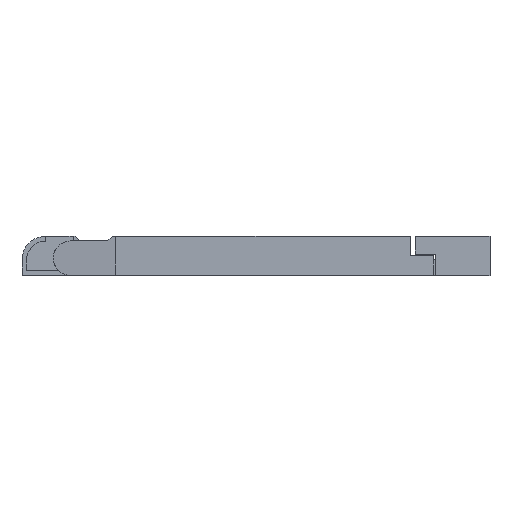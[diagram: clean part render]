
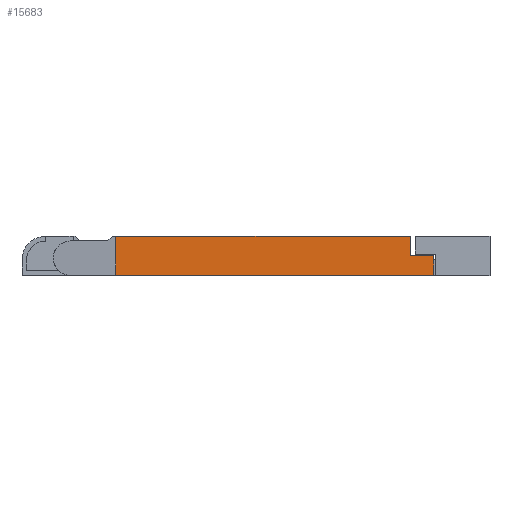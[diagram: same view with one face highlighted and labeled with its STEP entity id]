
A CAD part, top view. The second image highlights one B-rep face of the part: STEP entity #15683.
In plain terms, the highlighted planar face has unit normal (0, 0, 1).
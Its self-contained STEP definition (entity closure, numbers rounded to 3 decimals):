
#48 = EDGE_CURVE ( 'NONE', #30238, #29647, #22123, .T. ) ;
#3419 = PLANE ( 'NONE',  #4067 ) ;
#3422 = CARTESIAN_POINT ( 'NONE',  ( 11.4, 0., 8.65 ) ) ;
#3428 = DIRECTION ( 'NONE',  ( 0., 0., -1. ) ) ;
#3429 = DIRECTION ( 'NONE',  ( -1., 0., 0. ) ) ;
#4067 = AXIS2_PLACEMENT_3D ( 'NONE', #3422, #3428, #3429 ) ;
#5082 = LINE ( 'NONE', #28379, #5083 ) ;
#5083 = VECTOR ( 'NONE', #28380, 1000. ) ;
#5382 = VECTOR ( 'NONE', #10348, 1000. ) ;
#5384 = LINE ( 'NONE', #10328, #5382 ) ;
#5408 = VECTOR ( 'NONE', #10425, 1000. ) ;
#5413 = LINE ( 'NONE', #10418, #5408 ) ;
#6478 = FACE_OUTER_BOUND ( 'NONE', #33801, .T. ) ;
#10328 = CARTESIAN_POINT ( 'NONE',  ( 11.4, 1.25, 8.65 ) ) ;
#10348 = DIRECTION ( 'NONE',  ( 0., -1., 0. ) ) ;
#10418 = CARTESIAN_POINT ( 'NONE',  ( 1.2, 1.25, 8.65 ) ) ;
#10425 = DIRECTION ( 'NONE',  ( 1., 0., 0. ) ) ;
#14730 = LINE ( 'NONE', #20816, #14731 ) ;
#14731 = VECTOR ( 'NONE', #20817, 1000. ) ;
#14926 = LINE ( 'NONE', #20481, #14931 ) ;
#14931 = VECTOR ( 'NONE', #20485, 1000. ) ;
#15683 = ADVANCED_FACE ( 'NONE', ( #6478 ), #3419, .F. ) ;
#20481 = CARTESIAN_POINT ( 'NONE',  ( 9.9, 1.875, 8.65 ) ) ;
#20485 = DIRECTION ( 'NONE',  ( 0., 1., 0. ) ) ;
#20816 = CARTESIAN_POINT ( 'NONE',  ( -9.2, 2.5, 8.65 ) ) ;
#20817 = DIRECTION ( 'NONE',  ( 1., 0., 0. ) ) ;
#22123 = LINE ( 'NONE', #30312, #22128 ) ;
#22128 = VECTOR ( 'NONE', #30214, 1000. ) ;
#25898 = CARTESIAN_POINT ( 'NONE',  ( 9.9, 2.5, 8.65 ) ) ;
#25926 = CARTESIAN_POINT ( 'NONE',  ( -9., 0., 8.65 ) ) ;
#25948 = CARTESIAN_POINT ( 'NONE',  ( 9.9, 1.25, 8.65 ) ) ;
#26121 = CARTESIAN_POINT ( 'NONE',  ( 11.4, 0., 8.65 ) ) ;
#26165 = CARTESIAN_POINT ( 'NONE',  ( 11.4, 1.25, 8.65 ) ) ;
#26167 = CARTESIAN_POINT ( 'NONE',  ( -9., 2.5, 8.65 ) ) ;
#28379 = CARTESIAN_POINT ( 'NONE',  ( -9., 1.25, 8.65 ) ) ;
#28380 = DIRECTION ( 'NONE',  ( 0., 1., 0. ) ) ;
#29613 = VERTEX_POINT ( 'NONE', #25898 ) ;
#29647 = VERTEX_POINT ( 'NONE', #25926 ) ;
#29952 = VERTEX_POINT ( 'NONE', #25948 ) ;
#30214 = DIRECTION ( 'NONE',  ( -1., 0., 0. ) ) ;
#30238 = VERTEX_POINT ( 'NONE', #26121 ) ;
#30312 = CARTESIAN_POINT ( 'NONE',  ( 1.2, 0., 8.65 ) ) ;
#30393 = VERTEX_POINT ( 'NONE', #26167 ) ;
#30400 = VERTEX_POINT ( 'NONE', #26165 ) ;
#32510 = EDGE_CURVE ( 'NONE', #30393, #29613, #14730, .T. ) ;
#32621 = EDGE_CURVE ( 'NONE', #29952, #29613, #14926, .T. ) ;
#33325 = ORIENTED_EDGE ( 'NONE', *, *, #48, .F. ) ;
#33397 = ORIENTED_EDGE ( 'NONE', *, *, #34422, .F. ) ;
#33434 = ORIENTED_EDGE ( 'NONE', *, *, #34163, .F. ) ;
#33471 = ORIENTED_EDGE ( 'NONE', *, *, #34362, .F. ) ;
#33604 = ORIENTED_EDGE ( 'NONE', *, *, #32510, .F. ) ;
#33644 = ORIENTED_EDGE ( 'NONE', *, *, #32621, .T. ) ;
#33801 = EDGE_LOOP ( 'NONE', ( #33434, #33325, #33471, #33397, #33644, #33604 ) ) ;
#34163 = EDGE_CURVE ( 'NONE', #29647, #30393, #5082, .T. ) ;
#34362 = EDGE_CURVE ( 'NONE', #30400, #30238, #5384, .T. ) ;
#34422 = EDGE_CURVE ( 'NONE', #29952, #30400, #5413, .T. ) ;
